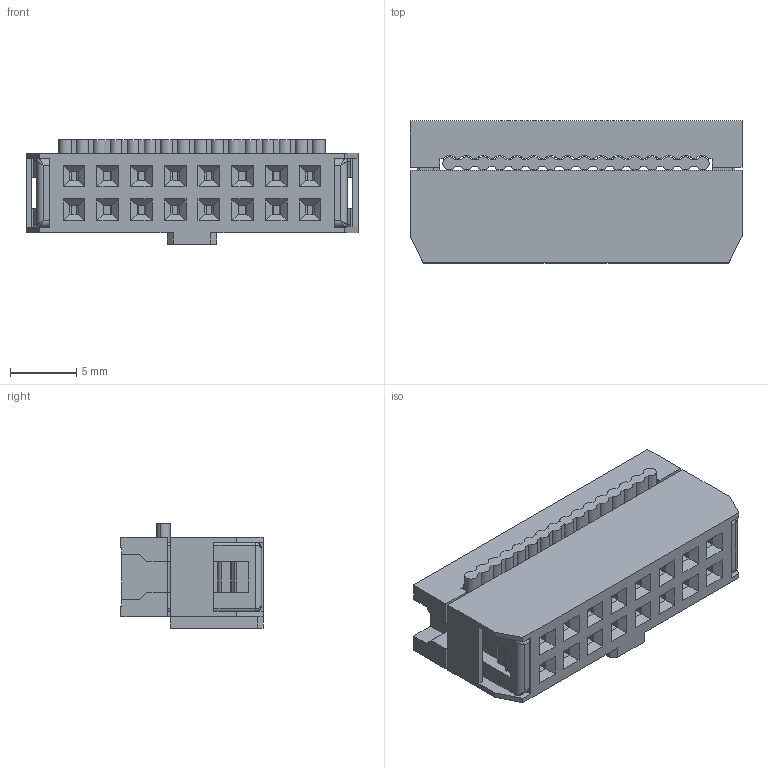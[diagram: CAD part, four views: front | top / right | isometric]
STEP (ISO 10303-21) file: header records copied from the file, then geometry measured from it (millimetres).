
FILE_DESCRIPTION(('FreeCAD Model'),'2;1');
FILE_NAME('Open CASCADE Shape Model','2025-05-23T00:23:51',('Author'),( ''),'Open CASCADE STEP processor 7.6','FreeCAD','Unknown');
FILE_SCHEMA(('AUTOMOTIVE_DESIGN { 1 0 10303 214 1 1 1 1 }'));
Length unit declared in the file: millimetre
Products named in the file (4): Unnamed; case; Part 4; clamp
Assembly tree (3 placements, depth 2):
  Unnamed
    case
    Part 4
    clamp
Bounding box: 25 x 10.7 x 7.86 mm (x, y, z)
Volume: 1364.4 mm3; surface area: 2533.5 mm2
Topology: 3 solids, 3 shells, 565 faces, 1581 edges, 1012 vertices
Faces by surface type: plane 454, cylinder 99, bspline 4, sphere 4, torus 4
Entity records: 18058 total; most frequent: CARTESIAN_POINT 3250, ORIENTED_EDGE 3154, DIRECTION 2925, EDGE_CURVE 1577, LINE 1359, VECTOR 1359, VERTEX_POINT 1012, AXIS2_PLACEMENT_3D 783
